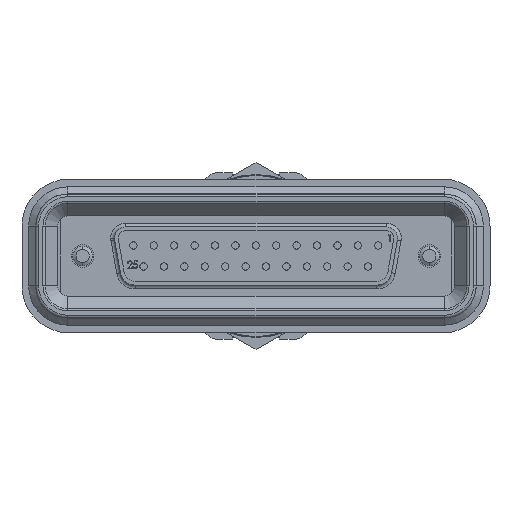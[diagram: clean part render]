
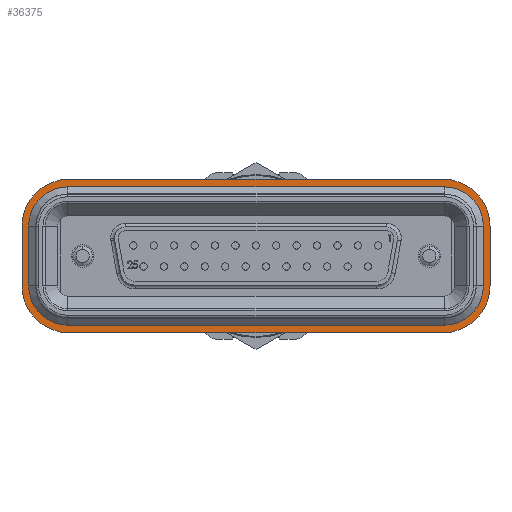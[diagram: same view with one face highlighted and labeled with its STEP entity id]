
A CAD part, front view. The second image highlights one B-rep face of the part: STEP entity #36375.
In plain terms, the highlighted planar face has unit normal (0, -1, 0).
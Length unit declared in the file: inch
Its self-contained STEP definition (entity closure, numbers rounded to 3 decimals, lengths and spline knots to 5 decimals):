
#68 = EDGE_LOOP ( 'NONE', ( #41148, #22567, #4109, #12749, #5461, #911, #6017, #10428 ) ) ;
#221 = DIRECTION ( 'NONE',  ( 0., 0., -1. ) ) ;
#527 = PLANE ( 'NONE',  #22547 ) ;
#566 = CIRCLE ( 'NONE', #22985, 0.25 ) ;
#911 = ORIENTED_EDGE ( 'NONE', *, *, #41234, .T. ) ;
#1217 = CARTESIAN_POINT ( 'NONE',  ( -1.25, 0., 0.16 ) ) ;
#1507 = CARTESIAN_POINT ( 'NONE',  ( 1., 0., -0.37 ) ) ;
#1858 = CARTESIAN_POINT ( 'NONE',  ( -1., 0., -0.41 ) ) ;
#2088 = EDGE_LOOP ( 'NONE', ( #37648, #20733, #12632, #33054, #14787, #34367, #37793, #26972 ) ) ;
#2364 = AXIS2_PLACEMENT_3D ( 'NONE', #14878, #27912, #40999 ) ;
#2578 = EDGE_CURVE ( 'NONE', #6600, #15644, #40296, .T. ) ;
#2839 = VERTEX_POINT ( 'NONE', #21447 ) ;
#3262 = AXIS2_PLACEMENT_3D ( 'NONE', #26167, #39052, #3389 ) ;
#3320 = VECTOR ( 'NONE', #14543, 39.37008 ) ;
#3370 = DIRECTION ( 'NONE',  ( 0., 0., 1. ) ) ;
#3389 = DIRECTION ( 'NONE',  ( 0., 0., -1. ) ) ;
#3538 = DIRECTION ( 'NONE',  ( 0., 0., -1. ) ) ;
#3932 = AXIS2_PLACEMENT_3D ( 'NONE', #23194, #19979, #221 ) ;
#4109 = ORIENTED_EDGE ( 'NONE', *, *, #21751, .T. ) ;
#4142 = CARTESIAN_POINT ( 'NONE',  ( -1.25, 0., -0.16 ) ) ;
#4159 = AXIS2_PLACEMENT_3D ( 'NONE', #9962, #31970, #9337 ) ;
#4286 = EDGE_CURVE ( 'NONE', #15644, #25575, #17318, .T. ) ;
#5155 = VECTOR ( 'NONE', #3538, 39.37008 ) ;
#5254 = VERTEX_POINT ( 'NONE', #10008 ) ;
#5401 = DIRECTION ( 'NONE',  ( 0., -1., 0. ) ) ;
#5461 = ORIENTED_EDGE ( 'NONE', *, *, #16701, .F. ) ;
#6017 = ORIENTED_EDGE ( 'NONE', *, *, #38894, .F. ) ;
#6319 = EDGE_CURVE ( 'NONE', #38643, #12677, #36610, .T. ) ;
#6569 = CARTESIAN_POINT ( 'NONE',  ( 1.21, 0., -0.16 ) ) ;
#6600 = VERTEX_POINT ( 'NONE', #24685 ) ;
#6651 = DIRECTION ( 'NONE',  ( 0., 0., -1. ) ) ;
#6711 = FACE_BOUND ( 'NONE', #2088, .T. ) ;
#7272 = EDGE_CURVE ( 'NONE', #41939, #2839, #28996, .T. ) ;
#8187 = VERTEX_POINT ( 'NONE', #1858 ) ;
#8516 = DIRECTION ( 'NONE',  ( -1., 0., 0. ) ) ;
#9337 = DIRECTION ( 'NONE',  ( 0., 0., 1. ) ) ;
#9962 = CARTESIAN_POINT ( 'NONE',  ( -1., 0., 0.16 ) ) ;
#10008 = CARTESIAN_POINT ( 'NONE',  ( -1.21, 0., 0.16 ) ) ;
#10040 = CIRCLE ( 'NONE', #3262, 0.21 ) ;
#10044 = DIRECTION ( 'NONE',  ( 1., 0., 0. ) ) ;
#10428 = ORIENTED_EDGE ( 'NONE', *, *, #2578, .T. ) ;
#11764 = VERTEX_POINT ( 'NONE', #41578 ) ;
#11957 = DIRECTION ( 'NONE',  ( 0., -1., 0. ) ) ;
#12049 = CIRCLE ( 'NONE', #22901, 0.21 ) ;
#12632 = ORIENTED_EDGE ( 'NONE', *, *, #7272, .F. ) ;
#12677 = VERTEX_POINT ( 'NONE', #17829 ) ;
#12687 = VERTEX_POINT ( 'NONE', #14618 ) ;
#12749 = ORIENTED_EDGE ( 'NONE', *, *, #23513, .T. ) ;
#13144 = DIRECTION ( 'NONE',  ( 0., -1., 0. ) ) ;
#13834 = EDGE_CURVE ( 'NONE', #11764, #38643, #40439, .T. ) ;
#13891 = CARTESIAN_POINT ( 'NONE',  ( -1.25, 0., 0.41 ) ) ;
#14318 = CARTESIAN_POINT ( 'NONE',  ( 1., 0., 0.37 ) ) ;
#14330 = LINE ( 'NONE', #17313, #3320 ) ;
#14543 = DIRECTION ( 'NONE',  ( 0., 0., -1. ) ) ;
#14618 = CARTESIAN_POINT ( 'NONE',  ( 1., 0., -0.41 ) ) ;
#14787 = ORIENTED_EDGE ( 'NONE', *, *, #18560, .F. ) ;
#14878 = CARTESIAN_POINT ( 'NONE',  ( -1., 0., -0.16 ) ) ;
#15644 = VERTEX_POINT ( 'NONE', #1217 ) ;
#15688 = CIRCLE ( 'NONE', #20487, 0.21 ) ;
#16258 = DIRECTION ( 'NONE',  ( 0., 0., 1. ) ) ;
#16556 = CARTESIAN_POINT ( 'NONE',  ( 1., 0., 0.16 ) ) ;
#16688 = FACE_OUTER_BOUND ( 'NONE', #68, .T. ) ;
#16701 = EDGE_CURVE ( 'NONE', #21652, #24510, #14330, .T. ) ;
#17050 = LINE ( 'NONE', #36085, #29864 ) ;
#17313 = CARTESIAN_POINT ( 'NONE',  ( 1.25, 0., 0.41 ) ) ;
#17318 = LINE ( 'NONE', #33141, #5155 ) ;
#17829 = CARTESIAN_POINT ( 'NONE',  ( 1.21, 0., -0.16 ) ) ;
#18517 = EDGE_CURVE ( 'NONE', #25575, #8187, #22744, .T. ) ;
#18560 = EDGE_CURVE ( 'NONE', #12677, #35788, #39032, .T. ) ;
#19979 = DIRECTION ( 'NONE',  ( 0., -1., 0. ) ) ;
#20315 = CARTESIAN_POINT ( 'NONE',  ( -1.25, 0., -0.41 ) ) ;
#20487 = AXIS2_PLACEMENT_3D ( 'NONE', #21345, #11957, #34809 ) ;
#20730 = CARTESIAN_POINT ( 'NONE',  ( -1., 0., -0.37 ) ) ;
#20733 = ORIENTED_EDGE ( 'NONE', *, *, #30234, .F. ) ;
#20931 = DIRECTION ( 'NONE',  ( 1., 0., 0. ) ) ;
#21345 = CARTESIAN_POINT ( 'NONE',  ( -1., 0., 0.16 ) ) ;
#21447 = CARTESIAN_POINT ( 'NONE',  ( -1., 0., 0.37 ) ) ;
#21535 = CARTESIAN_POINT ( 'NONE',  ( 1.21, 0., 0.16 ) ) ;
#21652 = VERTEX_POINT ( 'NONE', #28905 ) ;
#21751 = EDGE_CURVE ( 'NONE', #8187, #12687, #23111, .T. ) ;
#22547 = AXIS2_PLACEMENT_3D ( 'NONE', #13891, #29945, #16258 ) ;
#22567 = ORIENTED_EDGE ( 'NONE', *, *, #18517, .T. ) ;
#22744 = CIRCLE ( 'NONE', #2364, 0.25 ) ;
#22763 = VECTOR ( 'NONE', #10044, 39.37008 ) ;
#22901 = AXIS2_PLACEMENT_3D ( 'NONE', #35428, #28620, #32228 ) ;
#22985 = AXIS2_PLACEMENT_3D ( 'NONE', #16556, #13144, #39253 ) ;
#23111 = LINE ( 'NONE', #20315, #36663 ) ;
#23194 = CARTESIAN_POINT ( 'NONE',  ( 1., 0., -0.16 ) ) ;
#23279 = CARTESIAN_POINT ( 'NONE',  ( -1.25, 0., 0.41 ) ) ;
#23513 = EDGE_CURVE ( 'NONE', #12687, #24510, #29280, .T. ) ;
#24510 = VERTEX_POINT ( 'NONE', #24634 ) ;
#24634 = CARTESIAN_POINT ( 'NONE',  ( 1.25, 0., -0.16 ) ) ;
#24685 = CARTESIAN_POINT ( 'NONE',  ( -1., 0., 0.41 ) ) ;
#25575 = VERTEX_POINT ( 'NONE', #4142 ) ;
#26167 = CARTESIAN_POINT ( 'NONE',  ( -1., 0., -0.16 ) ) ;
#26256 = LINE ( 'NONE', #23279, #22763 ) ;
#26509 = EDGE_CURVE ( 'NONE', #35788, #41939, #12049, .T. ) ;
#26801 = EDGE_CURVE ( 'NONE', #31571, #11764, #10040, .T. ) ;
#26972 = ORIENTED_EDGE ( 'NONE', *, *, #26801, .F. ) ;
#27389 = EDGE_CURVE ( 'NONE', #5254, #31571, #17050, .T. ) ;
#27776 = CARTESIAN_POINT ( 'NONE',  ( 1., 0., -0.16 ) ) ;
#27912 = DIRECTION ( 'NONE',  ( 0., -1., 0. ) ) ;
#28620 = DIRECTION ( 'NONE',  ( 0., -1., 0. ) ) ;
#28657 = VECTOR ( 'NONE', #8516, 39.37008 ) ;
#28905 = CARTESIAN_POINT ( 'NONE',  ( 1.25, 0., 0.16 ) ) ;
#28996 = LINE ( 'NONE', #41241, #28657 ) ;
#29280 = CIRCLE ( 'NONE', #36087, 0.25 ) ;
#29864 = VECTOR ( 'NONE', #6651, 39.37008 ) ;
#29945 = DIRECTION ( 'NONE',  ( 0., 1., 0. ) ) ;
#30234 = EDGE_CURVE ( 'NONE', #2839, #5254, #15688, .T. ) ;
#31571 = VERTEX_POINT ( 'NONE', #40467 ) ;
#31970 = DIRECTION ( 'NONE',  ( 0., -1., 0. ) ) ;
#32228 = DIRECTION ( 'NONE',  ( 0., 0., -1. ) ) ;
#33054 = ORIENTED_EDGE ( 'NONE', *, *, #26509, .F. ) ;
#33141 = CARTESIAN_POINT ( 'NONE',  ( -1.25, 0., 0.41 ) ) ;
#33682 = VECTOR ( 'NONE', #3370, 39.37008 ) ;
#34296 = VERTEX_POINT ( 'NONE', #39192 ) ;
#34367 = ORIENTED_EDGE ( 'NONE', *, *, #6319, .F. ) ;
#34809 = DIRECTION ( 'NONE',  ( 0., 0., -1. ) ) ;
#35428 = CARTESIAN_POINT ( 'NONE',  ( 1., 0., 0.16 ) ) ;
#35788 = VERTEX_POINT ( 'NONE', #21535 ) ;
#36085 = CARTESIAN_POINT ( 'NONE',  ( -1.21, 0., 0.16 ) ) ;
#36087 = AXIS2_PLACEMENT_3D ( 'NONE', #27776, #5401, #41283 ) ;
#36159 = DIRECTION ( 'NONE',  ( 1., 0., 0. ) ) ;
#36375 = ADVANCED_FACE ( 'NONE', ( #6711, #16688 ), #527, .F. ) ;
#36610 = CIRCLE ( 'NONE', #3932, 0.21 ) ;
#36663 = VECTOR ( 'NONE', #36159, 39.37008 ) ;
#37648 = ORIENTED_EDGE ( 'NONE', *, *, #27389, .F. ) ;
#37793 = ORIENTED_EDGE ( 'NONE', *, *, #13834, .F. ) ;
#38643 = VERTEX_POINT ( 'NONE', #1507 ) ;
#38894 = EDGE_CURVE ( 'NONE', #6600, #34296, #26256, .T. ) ;
#39032 = LINE ( 'NONE', #6569, #33682 ) ;
#39052 = DIRECTION ( 'NONE',  ( 0., -1., 0. ) ) ;
#39192 = CARTESIAN_POINT ( 'NONE',  ( 1., 0., 0.41 ) ) ;
#39253 = DIRECTION ( 'NONE',  ( 0., 0., 1. ) ) ;
#40296 = CIRCLE ( 'NONE', #4159, 0.25 ) ;
#40439 = LINE ( 'NONE', #20730, #40536 ) ;
#40467 = CARTESIAN_POINT ( 'NONE',  ( -1.21, 0., -0.16 ) ) ;
#40536 = VECTOR ( 'NONE', #20931, 39.37008 ) ;
#40999 = DIRECTION ( 'NONE',  ( 0., 0., 1. ) ) ;
#41148 = ORIENTED_EDGE ( 'NONE', *, *, #4286, .T. ) ;
#41234 = EDGE_CURVE ( 'NONE', #21652, #34296, #566, .T. ) ;
#41241 = CARTESIAN_POINT ( 'NONE',  ( 1., 0., 0.37 ) ) ;
#41283 = DIRECTION ( 'NONE',  ( 0., 0., 1. ) ) ;
#41578 = CARTESIAN_POINT ( 'NONE',  ( -1., 0., -0.37 ) ) ;
#41939 = VERTEX_POINT ( 'NONE', #14318 ) ;
